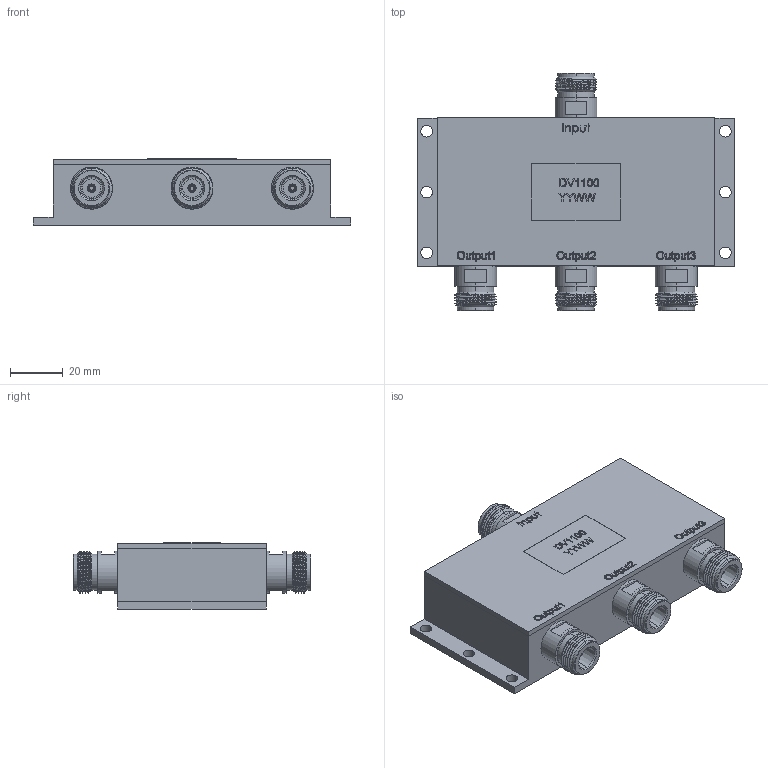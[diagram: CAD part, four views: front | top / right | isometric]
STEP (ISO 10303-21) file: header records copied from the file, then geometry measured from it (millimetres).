
FILE_DESCRIPTION (( 'STEP AP214' ), '1' );
FILE_NAME ('FMDV1100_3D.step', '2023-03-08T23:09:39', ( '' ), ( '' ), 'SwSTEP 2.0', 'SolidWorks 2022', '' );
FILE_SCHEMA (( 'AUTOMOTIVE_DESIGN' ));
Length unit declared in the file: inch
Products named in the file (1): FMDV1100_3D
Bounding box: 120 x 90 x 25.08 mm (x, y, z)
Volume: 159136.9 mm3; surface area: 27086.9 mm2
Topology: 1 solids, 1 shells, 829 faces, 2208 edges, 1456 vertices
Faces by surface type: plane 414, bspline 215, cylinder 132, cone 60, torus 8
Entity records: 42550 total; most frequent: CARTESIAN_POINT 23710, ORIENTED_EDGE 4416, DIRECTION 3004, EDGE_CURVE 2208, VERTEX_POINT 1456, VECTOR 1254, LINE 1254, EDGE_LOOP 916
